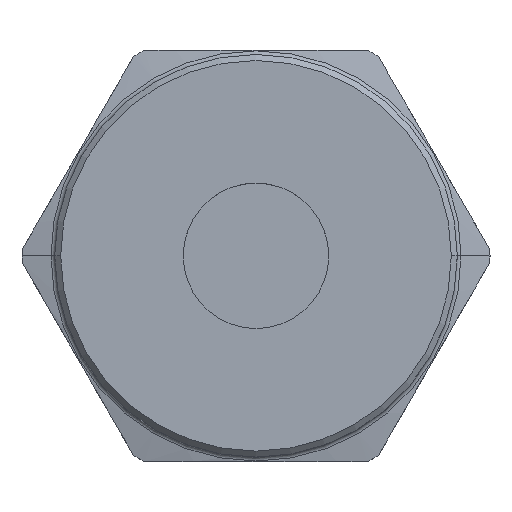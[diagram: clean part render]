
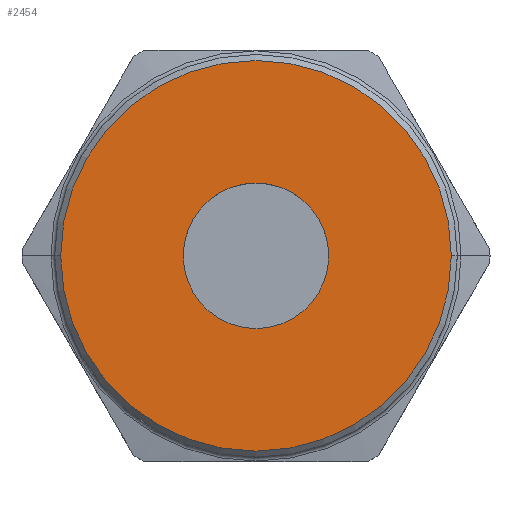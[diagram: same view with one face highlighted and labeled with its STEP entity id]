
A CAD part, top view. The second image highlights one B-rep face of the part: STEP entity #2454.
In plain terms, the highlighted planar face has unit normal (0, 0, 1).
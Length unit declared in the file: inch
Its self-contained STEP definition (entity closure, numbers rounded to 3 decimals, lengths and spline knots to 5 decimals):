
#61 = CARTESIAN_POINT ( 'NONE',  ( 0.122, 0., 0.26 ) ) ;
#63 = CARTESIAN_POINT ( 'NONE',  ( -0.122, 0., 0.26 ) ) ;
#66 = CARTESIAN_POINT ( 'NONE',  ( 0.3275, 0., 0.26 ) ) ;
#213 = DIRECTION ( 'NONE',  ( 0., 0., 1. ) ) ;
#214 = CARTESIAN_POINT ( 'NONE',  ( 0., 0., 0.26 ) ) ;
#216 = PLANE ( 'NONE',  #2717 ) ;
#218 = DIRECTION ( 'NONE',  ( 1., 0., 0. ) ) ;
#294 = FACE_BOUND ( 'NONE', #2254, .T. ) ;
#327 = FACE_OUTER_BOUND ( 'NONE', #2321, .T. ) ;
#380 = CIRCLE ( 'NONE', #2747, 0.3275 ) ;
#465 = CIRCLE ( 'NONE', #1450, 0.122 ) ;
#466 = CIRCLE ( 'NONE', #1451, 0.3275 ) ;
#1284 = CARTESIAN_POINT ( 'NONE',  ( 0., 0., 0.26 ) ) ;
#1285 = DIRECTION ( 'NONE',  ( 0., 0., 1. ) ) ;
#1286 = DIRECTION ( 'NONE',  ( 1., 0., 0. ) ) ;
#1450 = AXIS2_PLACEMENT_3D ( 'NONE', #1720, #1721, #1722 ) ;
#1451 = AXIS2_PLACEMENT_3D ( 'NONE', #1725, #1726, #1727 ) ;
#1720 = CARTESIAN_POINT ( 'NONE',  ( 0., 0., 0.26 ) ) ;
#1721 = DIRECTION ( 'NONE',  ( 0., 0., 1. ) ) ;
#1722 = DIRECTION ( 'NONE',  ( 1., 0., 0. ) ) ;
#1725 = CARTESIAN_POINT ( 'NONE',  ( 0., 0., 0.26 ) ) ;
#1726 = DIRECTION ( 'NONE',  ( 0., 0., 1. ) ) ;
#1727 = DIRECTION ( 'NONE',  ( 1., 0., 0. ) ) ;
#1993 = CARTESIAN_POINT ( 'NONE',  ( -0.3275, 0., 0.26 ) ) ;
#2153 = CARTESIAN_POINT ( 'NONE',  ( 0., 0., 0.26 ) ) ;
#2154 = DIRECTION ( 'NONE',  ( 0., 0., 1. ) ) ;
#2155 = DIRECTION ( 'NONE',  ( 1., 0., 0. ) ) ;
#2254 = EDGE_LOOP ( 'NONE', ( #2845, #2846 ) ) ;
#2321 = EDGE_LOOP ( 'NONE', ( #2847, #2848 ) ) ;
#2372 = EDGE_CURVE ( 'NONE', #2387, #2384, #2965, .T. ) ;
#2384 = VERTEX_POINT ( 'NONE', #61 ) ;
#2387 = VERTEX_POINT ( 'NONE', #63 ) ;
#2393 = VERTEX_POINT ( 'NONE', #66 ) ;
#2454 = ADVANCED_FACE ( 'NONE', ( #294, #327 ), #216, .T. ) ;
#2553 = EDGE_CURVE ( 'NONE', #2393, #2764, #380, .T. ) ;
#2638 = EDGE_CURVE ( 'NONE', #2384, #2387, #465, .T. ) ;
#2639 = EDGE_CURVE ( 'NONE', #2764, #2393, #466, .T. ) ;
#2665 = AXIS2_PLACEMENT_3D ( 'NONE', #2153, #2154, #2155 ) ;
#2717 = AXIS2_PLACEMENT_3D ( 'NONE', #214, #213, #218 ) ;
#2747 = AXIS2_PLACEMENT_3D ( 'NONE', #1284, #1285, #1286 ) ;
#2764 = VERTEX_POINT ( 'NONE', #1993 ) ;
#2845 = ORIENTED_EDGE ( 'NONE', *, *, #2638, .F. ) ;
#2846 = ORIENTED_EDGE ( 'NONE', *, *, #2372, .F. ) ;
#2847 = ORIENTED_EDGE ( 'NONE', *, *, #2639, .T. ) ;
#2848 = ORIENTED_EDGE ( 'NONE', *, *, #2553, .T. ) ;
#2965 = CIRCLE ( 'NONE', #2665, 0.122 ) ;
